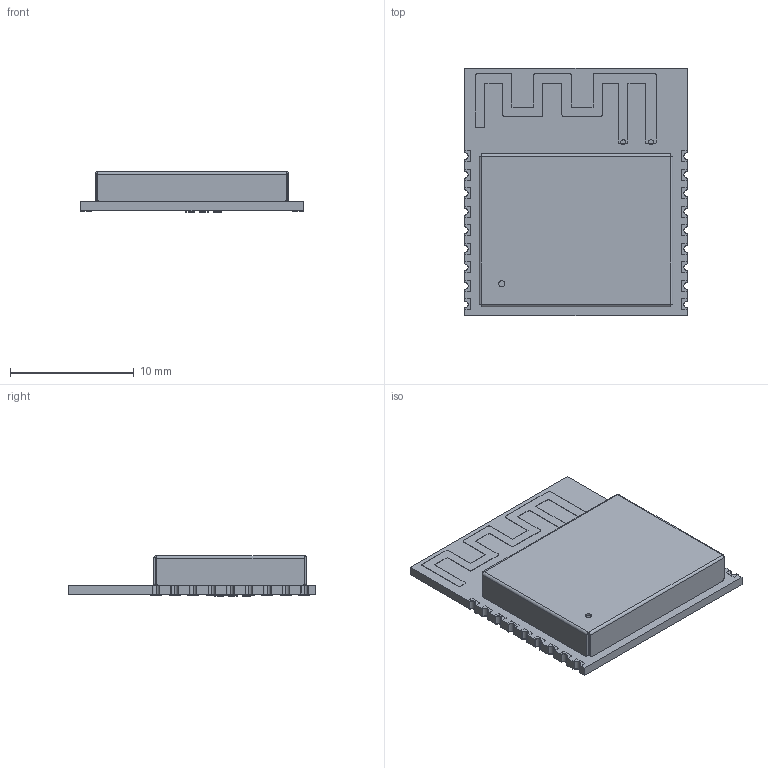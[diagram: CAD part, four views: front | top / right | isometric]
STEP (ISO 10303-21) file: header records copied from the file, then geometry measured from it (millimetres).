
FILE_DESCRIPTION (( 'STEP AP214' ), '1' );
FILE_NAME ('ESP32-C3-WROOM-02_20210906.STEP', '2021-09-06T06:57:13', ( '' ), ( '' ), 'SwSTEP 2.0', '', '' );
FILE_SCHEMA (( 'AUTOMOTIVE_DESIGN' ));
Length unit declared in the file: millimetre
Products named in the file (163): uid__1-237^DesignRootModel_PCB_ESP32-C3-WROOM-02_V1(2)_PCB_ESP32-C3-WROOM-02_V1; uid__1-371^DesignRootModel_PCB_ESP32-C3-WROOM-02_V1(2)_PCB_ESP32-C3-WROOM-02_V1; uid__1-316^DesignRootModel_PCB_ESP32-C3-WROOM-02_V1(2)_PCB_ESP32-C3-WROOM-02_V1; uid__1-252^DesignRootModel_PCB_ESP32-C3-WROOM-02_V1(2)_PCB_ESP32-C3-WROOM-02_V1; uid__1-378^DesignRootModel_PCB_ESP32-C3-WROOM-02_V1(2)_PCB_ESP32-C3-WROOM-02_V1; Submodel-C0201_part^DesignRootModel_PCB_ESP32-C3-WROOM-02_V1(2)_PCB_ESP32-C3-WROOM-02_V1; uid__1-332^DesignRootModel_PCB_ESP32-C3-WROOM-02_V1(2)_PCB_ESP32-C3-WROOM-02_V1; L0201_20210301.STEP^Submodel-L0201_part_DesignRootModel_PCB_ESP32-C3-WROOM-02_V1(2)_PCB_ESP32-C3-WROOM-02_V1; XTAL3225_20210301.STEP^XTAL3225_20210301.STEP_Submodel-XTAL3225_part_DesignRootModel_PCB_ESP32-C3-WROOM-02_V1(2)_PCB_ESP32-C3-WROOM-02_V1; uid__1-300^DesignRootModel_PCB_ESP32-C3-WROOM-02_V1(2)_PCB_ESP32-C3-WROOM-02_V1; uid__1-440^DesignRootModel_PCB_ESP32-C3-WROOM-02_V1(2)_PCB_ESP32-C3-WROOM-02_V1; Submodel-R0201_part^DesignRootModel_PCB_ESP32-C3-WROOM-02_V1(2)_PCB_ESP32-C3-WROOM-02_V1; C0402_20210301.STEP^Submodel-C0402_part_DesignRootModel_PCB_ESP32-C3-WROOM-02_V1(2)_PCB_ESP32-C3-WROOM-02_V1; uid__1-278^DesignRootModel_PCB_ESP32-C3-WROOM-02_V1(2)_PCB_ESP32-C3-WROOM-02_V1; DesignRootModel^PCB_ESP32-C3-WROOM-02_V1(2)_PCB_ESP32-C3-WROOM-02_V1; C0201_20210301.STEP^Submodel-C0201_part_DesignRootModel_PCB_ESP32-C3-WROOM-02_V1(2)_PCB_ESP32-C3-WROOM-02_V1; uid__1-385^DesignRootModel_PCB_ESP32-C3-WROOM-02_V1(2)_PCB_ESP32-C3-WROOM-02_V1; R0201_20210301.STEP^R0201_20210301.STEP_Submodel-R0201_part_DesignRootModel_PCB_ESP32-C3-WROOM-02_V1(2)_PCB_ESP32-C3-WROOM-02_V1; ESP32-C3-WROOM-02D_shielding_case; uid__1-382^DesignRootModel_PCB_ESP32-C3-WROOM-02_V1(2)_PCB_ESP32-C3-WROOM-02_V1; XTAL3225_20210301.STEP^Submodel-XTAL3225_part_DesignRootModel_PCB_ESP32-C3-WROOM-02_V1(2)_PCB_ESP32-C3-WROOM-02_V1; uid__1-336^DesignRootModel_PCB_ESP32-C3-WROOM-02_V1(2)_PCB_ESP32-C3-WROOM-02_V1; uid__1-360^DesignRootModel_PCB_ESP32-C3-WROOM-02_V1(2)_PCB_ESP32-C3-WROOM-02_V1; uid__1-343^DesignRootModel_PCB_ESP32-C3-WROOM-02_V1(2)_PCB_ESP32-C3-WROOM-02_V1; uid__1-387^DesignRootModel_PCB_ESP32-C3-WROOM-02_V1(2)_PCB_ESP32-C3-WROOM-02_V1; SOIC8_208_20210301.STEP^SOIC8_208_20210301.STEP_Submodel-SOP8_1P27_6P6_part_DesignRootModel_PCB_ESP32-C3-WROOM-02_V1(2)_PCB_ESP32-C3-WROOM-02_V1; uid__1-303^DesignRootModel_PCB_ESP32-C3-WROOM-02_V1(2)_PCB_ESP32-C3-WROOM-02_V1; uid__1-361^DesignRootModel_PCB_ESP32-C3-WROOM-02_V1(2)_PCB_ESP32-C3-WROOM-02_V1; uid__1-401^DesignRootModel_PCB_ESP32-C3-WROOM-02_V1(2)_PCB_ESP32-C3-WROOM-02_V1; R0201_20210301.STEP^Submodel-R0201_part_DesignRootModel_PCB_ESP32-C3-WROOM-02_V1(2)_PCB_ESP32-C3-WROOM-02_V1; uid__1-352^DesignRootModel_PCB_ESP32-C3-WROOM-02_V1(2)_PCB_ESP32-C3-WROOM-02_V1; uid__1-265^DesignRootModel_PCB_ESP32-C3-WROOM-02_V1(2)_PCB_ESP32-C3-WROOM-02_V1; uid__1-375^DesignRootModel_PCB_ESP32-C3-WROOM-02_V1(2)_PCB_ESP32-C3-WROOM-02_V1; C0402_20210301.STEP^C0402_20210301.STEP_Submodel-C0402_part_DesignRootModel_PCB_ESP32-C3-WROOM-02_V1(2)_PCB_ESP32-C3-WROOM-02_V1; Submodel-SOP8_1P27_6P6_part^DesignRootModel_PCB_ESP32-C3-WROOM-02_V1(2)_PCB_ESP32-C3-WROOM-02_V1; uid__1-353^DesignRootModel_PCB_ESP32-C3-WROOM-02_V1(2)_PCB_ESP32-C3-WROOM-02_V1; Submodel-C0402_part^DesignRootModel_PCB_ESP32-C3-WROOM-02_V1(2)_PCB_ESP32-C3-WROOM-02_V1; uid__1-443^DesignRootModel_PCB_ESP32-C3-WROOM-02_V1(2)_PCB_ESP32-C3-WROOM-02_V1; uid__1-333^DesignRootModel_PCB_ESP32-C3-WROOM-02_V1(2)_PCB_ESP32-C3-WROOM-02_V1; uid__1-423^DesignRootModel_PCB_ESP32-C3-WROOM-02_V1(2)_PCB_ESP32-C3-WROOM-02_V1 ...
Assembly tree (197 placements, depth 6):
  ESP32-C3-WROOM-02_20210906
    PCB_ESP32-C3-WROOM-02_V1(2)^PCB_ESP32-C3-WROOM-02_V1
      DesignRootModel^PCB_ESP32-C3-WROOM-02_V1(2)_PCB_ESP32-C3-WROOM-02_V1
        Submodel-XTAL3225_part^DesignRootModel_PCB_ESP32-C3-WROOM-02_V1(2)_PCB_ESP32-C3-WROOM-02_V1
          XTAL3225_20210301.STEP^Submodel-XTAL3225_part_DesignRootModel_PCB_ESP32-C3-WROOM-02_V1(2)_PCB_ESP32-C3-WROOM-02_V1
            XTAL3225_20210301.STEP^XTAL3225_20210301.STEP_Submodel-XTAL3225_part_DesignRootModel_PCB_ESP32-C3-WROOM-02_V1(2)_PCB_ESP32-C3-WROOM-02_V1
        Submodel-QFN32_0P5_5_B_part^DesignRootModel_PCB_ESP32-C3-WROOM-02_V1(2)_PCB_ESP32-C3-WROOM-02_V1
          ESP32-C3_20210301.STEP^Submodel-QFN32_0P5_5_B_part_DesignRootModel_PCB_ESP32-C3-WROOM-02_V1(2)_PCB_ESP32-C3-WROOM-02_V1
            ESP32-C3_20210301.STEP^ESP32-C3_20210301.STEP_Submodel-QFN32_0P5_5_B_part_DesignRootModel_PCB_ESP32-C3-WROOM-02_V1(2)_PCB_ESP32-C3-WROOM-02_V1
        Submodel-SOP8_1P27_6P6_part^DesignRootModel_PCB_ESP32-C3-WROOM-02_V1(2)_PCB_ESP32-C3-WROOM-02_V1
          SOIC8_208_20210301.STEP^Submodel-SOP8_1P27_6P6_part_DesignRootModel_PCB_ESP32-C3-WROOM-02_V1(2)_PCB_ESP32-C3-WROOM-02_V1
            SOIC8_208_20210301.STEP^SOIC8_208_20210301.STEP_Submodel-SOP8_1P27_6P6_part_DesignRootModel_PCB_ESP32-C3-WROOM-02_V1(2)_PCB_ESP32-C3-WROOM-02_V1
        Submodel-R0201_part^DesignRootModel_PCB_ESP32-C3-WROOM-02_V1(2)_PCB_ESP32-C3-WROOM-02_V1
          R0201_20210301.STEP^Submodel-R0201_part_DesignRootModel_PCB_ESP32-C3-WROOM-02_V1(2)_PCB_ESP32-C3-WROOM-02_V1
            R0201_20210301.STEP^R0201_20210301.STEP_Submodel-R0201_part_DesignRootModel_PCB_ESP32-C3-WROOM-02_V1(2)_PCB_ESP32-C3-WROOM-02_V1
        Submodel-R0201_part^DesignRootModel_PCB_ESP32-C3-WROOM-02_V1(2)_PCB_ESP32-C3-WROOM-02_V1
          R0201_20210301.STEP^Submodel-R0201_part_DesignRootModel_PCB_ESP32-C3-WROOM-02_V1(2)_PCB_ESP32-C3-WROOM-02_V1
            R0201_20210301.STEP^R0201_20210301.STEP_Submodel-R0201_part_DesignRootModel_PCB_ESP32-C3-WROOM-02_V1(2)_PCB_ESP32-C3-WROOM-02_V1
        Submodel-R0201_part^DesignRootModel_PCB_ESP32-C3-WROOM-02_V1(2)_PCB_ESP32-C3-WROOM-02_V1
          R0201_20210301.STEP^Submodel-R0201_part_DesignRootModel_PCB_ESP32-C3-WROOM-02_V1(2)_PCB_ESP32-C3-WROOM-02_V1
            R0201_20210301.STEP^R0201_20210301.STEP_Submodel-R0201_part_DesignRootModel_PCB_ESP32-C3-WROOM-02_V1(2)_PCB_ESP32-C3-WROOM-02_V1
        Submodel-R0201_part^DesignRootModel_PCB_ESP32-C3-WROOM-02_V1(2)_PCB_ESP32-C3-WROOM-02_V1
          R0201_20210301.STEP^Submodel-R0201_part_DesignRootModel_PCB_ESP32-C3-WROOM-02_V1(2)_PCB_ESP32-C3-WROOM-02_V1
            R0201_20210301.STEP^R0201_20210301.STEP_Submodel-R0201_part_DesignRootModel_PCB_ESP32-C3-WROOM-02_V1(2)_PCB_ESP32-C3-WROOM-02_V1
        Submodel-R0201_part^DesignRootModel_PCB_ESP32-C3-WROOM-02_V1(2)_PCB_ESP32-C3-WROOM-02_V1
          R0201_20210301.STEP^Submodel-R0201_part_DesignRootModel_PCB_ESP32-C3-WROOM-02_V1(2)_PCB_ESP32-C3-WROOM-02_V1
            R0201_20210301.STEP^R0201_20210301.STEP_Submodel-R0201_part_DesignRootModel_PCB_ESP32-C3-WROOM-02_V1(2)_PCB_ESP32-C3-WROOM-02_V1
        Submodel-R0201_part^DesignRootModel_PCB_ESP32-C3-WROOM-02_V1(2)_PCB_ESP32-C3-WROOM-02_V1
          R0201_20210301.STEP^Submodel-R0201_part_DesignRootModel_PCB_ESP32-C3-WROOM-02_V1(2)_PCB_ESP32-C3-WROOM-02_V1
            R0201_20210301.STEP^R0201_20210301.STEP_Submodel-R0201_part_DesignRootModel_PCB_ESP32-C3-WROOM-02_V1(2)_PCB_ESP32-C3-WROOM-02_V1
        Submodel-R0201_part^DesignRootModel_PCB_ESP32-C3-WROOM-02_V1(2)_PCB_ESP32-C3-WROOM-02_V1
          R0201_20210301.STEP^Submodel-R0201_part_DesignRootModel_PCB_ESP32-C3-WROOM-02_V1(2)_PCB_ESP32-C3-WROOM-02_V1
            R0201_20210301.STEP^R0201_20210301.STEP_Submodel-R0201_part_DesignRootModel_PCB_ESP32-C3-WROOM-02_V1(2)_PCB_ESP32-C3-WROOM-02_V1
        Submodel-R0201_part^DesignRootModel_PCB_ESP32-C3-WROOM-02_V1(2)_PCB_ESP32-C3-WROOM-02_V1
          R0201_20210301.STEP^Submodel-R0201_part_DesignRootModel_PCB_ESP32-C3-WROOM-02_V1(2)_PCB_ESP32-C3-WROOM-02_V1
            R0201_20210301.STEP^R0201_20210301.STEP_Submodel-R0201_part_DesignRootModel_PCB_ESP32-C3-WROOM-02_V1(2)_PCB_ESP32-C3-WROOM-02_V1
        Submodel-L0201_part^DesignRootModel_PCB_ESP32-C3-WROOM-02_V1(2)_PCB_ESP32-C3-WROOM-02_V1
          L0201_20210301.STEP^Submodel-L0201_part_DesignRootModel_PCB_ESP32-C3-WROOM-02_V1(2)_PCB_ESP32-C3-WROOM-02_V1
            L0201_20210301.STEP^L0201_20210301.STEP_Submodel-L0201_part_DesignRootModel_PCB_ESP32-C3-WROOM-02_V1(2)_PCB_ESP32-C3-WROOM-02_V1
        Submodel-L0201_part^DesignRootModel_PCB_ESP32-C3-WROOM-02_V1(2)_PCB_ESP32-C3-WROOM-02_V1
          L0201_20210301.STEP^Submodel-L0201_part_DesignRootModel_PCB_ESP32-C3-WROOM-02_V1(2)_PCB_ESP32-C3-WROOM-02_V1
            L0201_20210301.STEP^L0201_20210301.STEP_Submodel-L0201_part_DesignRootModel_PCB_ESP32-C3-WROOM-02_V1(2)_PCB_ESP32-C3-WROOM-02_V1
        Submodel-C0201_part^DesignRootModel_PCB_ESP32-C3-WROOM-02_V1(2)_PCB_ESP32-C3-WROOM-02_V1
          C0201_20210301.STEP^Submodel-C0201_part_DesignRootModel_PCB_ESP32-C3-WROOM-02_V1(2)_PCB_ESP32-C3-WROOM-02_V1
            C0201_20210301.STEP^C0201_20210301.STEP_Submodel-C0201_part_DesignRootModel_PCB_ESP32-C3-WROOM-02_V1(2)_PCB_ESP32-C3-WROOM-02_V1
        Submodel-C0201_part^DesignRootModel_PCB_ESP32-C3-WROOM-02_V1(2)_PCB_ESP32-C3-WROOM-02_V1
          C0201_20210301.STEP^Submodel-C0201_part_DesignRootModel_PCB_ESP32-C3-WROOM-02_V1(2)_PCB_ESP32-C3-WROOM-02_V1
            C0201_20210301.STEP^C0201_20210301.STEP_Submodel-C0201_part_DesignRootModel_PCB_ESP32-C3-WROOM-02_V1(2)_PCB_ESP32-C3-WROOM-02_V1
        Submodel-C0201_part^DesignRootModel_PCB_ESP32-C3-WROOM-02_V1(2)_PCB_ESP32-C3-WROOM-02_V1
          C0201_20210301.STEP^Submodel-C0201_part_DesignRootModel_PCB_ESP32-C3-WROOM-02_V1(2)_PCB_ESP32-C3-WROOM-02_V1
            C0201_20210301.STEP^C0201_20210301.STEP_Submodel-C0201_part_DesignRootModel_PCB_ESP32-C3-WROOM-02_V1(2)_PCB_ESP32-C3-WROOM-02_V1
        Submodel-C0201_part^DesignRootModel_PCB_ESP32-C3-WROOM-02_V1(2)_PCB_ESP32-C3-WROOM-02_V1
          C0201_20210301.STEP^Submodel-C0201_part_DesignRootModel_PCB_ESP32-C3-WROOM-02_V1(2)_PCB_ESP32-C3-WROOM-02_V1
            C0201_20210301.STEP^C0201_20210301.STEP_Submodel-C0201_part_DesignRootModel_PCB_ESP32-C3-WROOM-02_V1(2)_PCB_ESP32-C3-WROOM-02_V1
        Submodel-C0201_part^DesignRootModel_PCB_ESP32-C3-WROOM-02_V1(2)_PCB_ESP32-C3-WROOM-02_V1
          C0201_20210301.STEP^Submodel-C0201_part_DesignRootModel_PCB_ESP32-C3-WROOM-02_V1(2)_PCB_ESP32-C3-WROOM-02_V1
            C0201_20210301.STEP^C0201_20210301.STEP_Submodel-C0201_part_DesignRootModel_PCB_ESP32-C3-WROOM-02_V1(2)_PCB_ESP32-C3-WROOM-02_V1
        Submodel-C0201_part^DesignRootModel_PCB_ESP32-C3-WROOM-02_V1(2)_PCB_ESP32-C3-WROOM-02_V1
          C0201_20210301.STEP^Submodel-C0201_part_DesignRootModel_PCB_ESP32-C3-WROOM-02_V1(2)_PCB_ESP32-C3-WROOM-02_V1
            C0201_20210301.STEP^C0201_20210301.STEP_Submodel-C0201_part_DesignRootModel_PCB_ESP32-C3-WROOM-02_V1(2)_PCB_ESP32-C3-WROOM-02_V1
Bounding box: 18 x 20 x 3.3 mm (x, y, z)
Volume: 380.3 mm3; surface area: 1880.7 mm2
Topology: 179 solids, 180 shells, 2705 faces, 6534 edges, 4130 vertices
Faces by surface type: plane 1877, cylinder 658, sphere 112, bspline 54, torus 4
Entity records: 60481 total; most frequent: CARTESIAN_POINT 12838, DIRECTION 8694, ORIENTED_EDGE 8332, EDGE_CURVE 4166, VECTOR 3242, LINE 3242, VERTEX_POINT 2742, AXIS2_PLACEMENT_3D 2726
